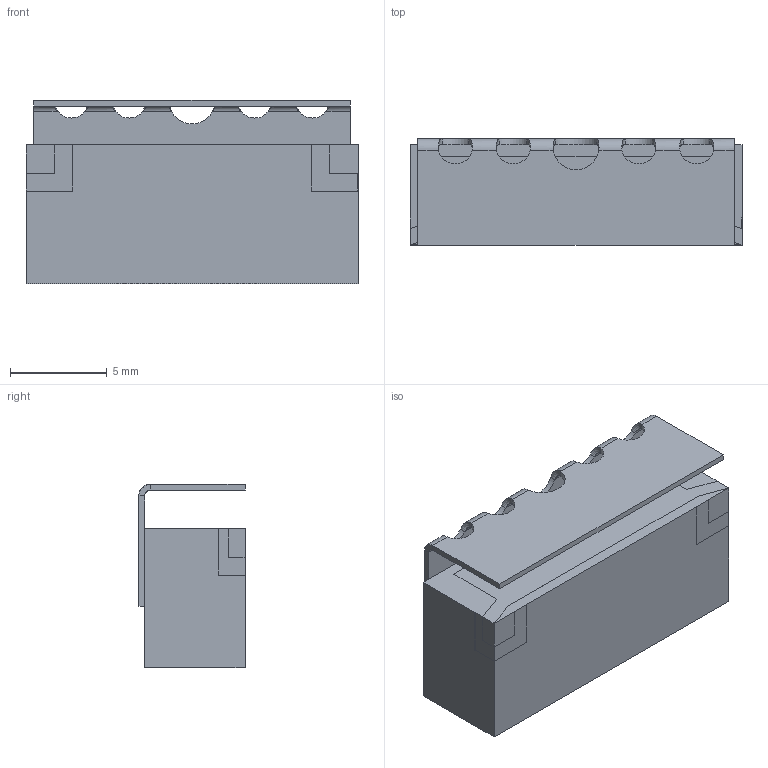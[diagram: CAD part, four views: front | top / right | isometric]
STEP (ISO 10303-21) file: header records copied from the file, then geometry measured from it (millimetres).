
FILE_DESCRIPTION(('STEP AP203'), '1');
FILE_NAME('ÍØÁÀ.434834.009-11.01_Ôèëüòð ÔÊÏ1-209-11-1,465-30', '', ('UNSPECIFIED'), ('UNSPECIFIED'), 'ASCON STEP Converter 1.6', 'ASCON Math Kernel', '');
FILE_SCHEMA(('CONFIG_CONTROL_DESIGN'));
Length unit declared in the file: millimetre
Products named in the file (1): НШБА.434834.009-11.01_Фильтр ФКП1-209-11-1,465-30
Bounding box: 17.2 x 5.5 x 9.5 mm (x, y, z)
Volume: 695.5 mm3; surface area: 738.8 mm2
Topology: 1 solids, 1 shells, 376 faces, 1004 edges, 652 vertices
Faces by surface type: plane 240, bspline 108, cylinder 28
Entity records: 25672 total; most frequent: CARTESIAN_POINT 14148, ORIENTED_EDGE 2008, DIRECTION 1273, EDGE_CURVE 1004, LINE 663, VECTOR 663, VERTEX_POINT 652, FACE_BOUND 408
